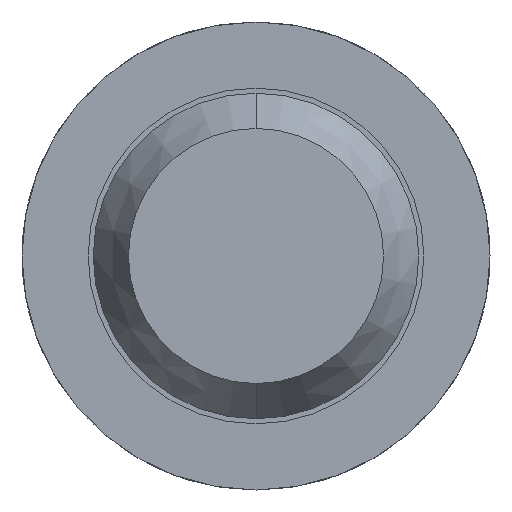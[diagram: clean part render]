
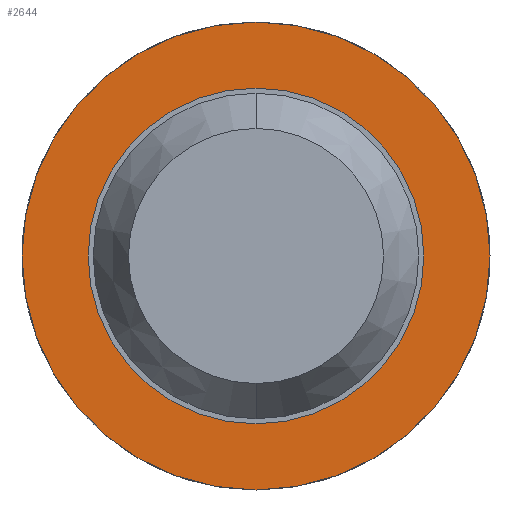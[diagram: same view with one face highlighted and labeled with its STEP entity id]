
A CAD part, front view. The second image highlights one B-rep face of the part: STEP entity #2644.
In plain terms, the highlighted planar face has unit normal (0, -1, 0).
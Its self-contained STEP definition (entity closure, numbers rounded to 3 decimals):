
#84 = CIRCLE ( 'NONE', #3351, 0.825 ) ;
#185 = DIRECTION ( 'NONE',  ( 0., 1., 0. ) ) ;
#237 = AXIS2_PLACEMENT_3D ( 'NONE', #3136, #1286, #595 ) ;
#250 = FACE_OUTER_BOUND ( 'NONE', #4295, .T. ) ;
#397 = VERTEX_POINT ( 'NONE', #1250 ) ;
#595 = DIRECTION ( 'NONE',  ( 0., 0., 1. ) ) ;
#624 = CIRCLE ( 'NONE', #1861, 1.15 ) ;
#714 = DIRECTION ( 'NONE',  ( 0., 1., 0. ) ) ;
#867 = ORIENTED_EDGE ( 'NONE', *, *, #1174, .T. ) ;
#1078 = AXIS2_PLACEMENT_3D ( 'NONE', #4542, #714, #2221 ) ;
#1096 = ORIENTED_EDGE ( 'NONE', *, *, #4366, .F. ) ;
#1101 = VERTEX_POINT ( 'NONE', #3451 ) ;
#1105 = ORIENTED_EDGE ( 'NONE', *, *, #4065, .F. ) ;
#1141 = CIRCLE ( 'NONE', #1444, 0.825 ) ;
#1174 = EDGE_CURVE ( 'Defeature ausgef�hrt3_13+Defeature ausgef�hrt3_12+Defeature ausgef�hrt3_12+Defeature ausgef�hrt3_12', #3103, #2741, #1141, .T. ) ;
#1250 = CARTESIAN_POINT ( 'NONE',  ( 0., -1.7, 1.15 ) ) ;
#1286 = DIRECTION ( 'NONE',  ( 0., 1., 0. ) ) ;
#1444 = AXIS2_PLACEMENT_3D ( 'NONE', #1689, #4260, #3519 ) ;
#1524 = CIRCLE ( 'NONE', #237, 1.15 ) ;
#1689 = CARTESIAN_POINT ( 'NONE',  ( 0., -1.7, 0. ) ) ;
#1754 = CARTESIAN_POINT ( 'NONE',  ( 0., -1.7, -0.825 ) ) ;
#1847 = FACE_BOUND ( 'NONE', #4512, .T. ) ;
#1861 = AXIS2_PLACEMENT_3D ( 'NONE', #3903, #185, #3206 ) ;
#1988 = ORIENTED_EDGE ( 'NONE', *, *, #4406, .T. ) ;
#2045 = CARTESIAN_POINT ( 'NONE',  ( 0., -1.7, 0. ) ) ;
#2221 = DIRECTION ( 'NONE',  ( 0., 0., 1. ) ) ;
#2644 = ADVANCED_FACE ( 'Defeature ausgef�hrt3_13', ( #250, #1847 ), #2699, .F. ) ;
#2699 = PLANE ( 'NONE',  #1078 ) ;
#2741 = VERTEX_POINT ( 'NONE', #4453 ) ;
#3103 = VERTEX_POINT ( 'NONE', #1754 ) ;
#3136 = CARTESIAN_POINT ( 'NONE',  ( 0., -1.7, 0. ) ) ;
#3206 = DIRECTION ( 'NONE',  ( 0., 0., 1. ) ) ;
#3351 = AXIS2_PLACEMENT_3D ( 'NONE', #2045, #4622, #4274 ) ;
#3451 = CARTESIAN_POINT ( 'NONE',  ( 0., -1.7, -1.15 ) ) ;
#3519 = DIRECTION ( 'NONE',  ( 0., 0., 1. ) ) ;
#3903 = CARTESIAN_POINT ( 'NONE',  ( 0., -1.7, 0. ) ) ;
#4065 = EDGE_CURVE ( 'Defeature ausgef�hrt3_9+Defeature ausgef�hrt3_13+Defeature ausgef�hrt3_13+Defeature ausgef�hrt3_13', #397, #1101, #1524, .T. ) ;
#4260 = DIRECTION ( 'NONE',  ( 0., 1., 0. ) ) ;
#4274 = DIRECTION ( 'NONE',  ( 0., 0., 1. ) ) ;
#4295 = EDGE_LOOP ( 'NONE', ( #1105, #1096 ) ) ;
#4366 = EDGE_CURVE ( 'Defeature ausgef�hrt3_9+Defeature ausgef�hrt3_13+Defeature ausgef�hrt3_13+Defeature ausgef�hrt3_13', #1101, #397, #624, .T. ) ;
#4406 = EDGE_CURVE ( 'Defeature ausgef�hrt3_13+Defeature ausgef�hrt3_12+Defeature ausgef�hrt3_12+Defeature ausgef�hrt3_12', #2741, #3103, #84, .T. ) ;
#4453 = CARTESIAN_POINT ( 'NONE',  ( 0., -1.7, 0.825 ) ) ;
#4512 = EDGE_LOOP ( 'NONE', ( #1988, #867 ) ) ;
#4542 = CARTESIAN_POINT ( 'NONE',  ( 0.825, -1.7, 0. ) ) ;
#4622 = DIRECTION ( 'NONE',  ( 0., 1., 0. ) ) ;
